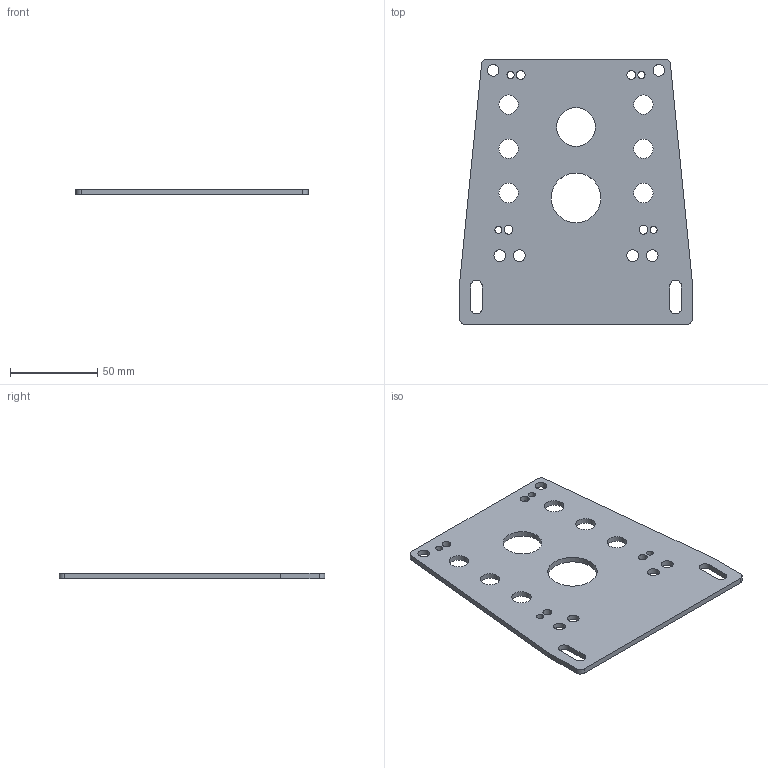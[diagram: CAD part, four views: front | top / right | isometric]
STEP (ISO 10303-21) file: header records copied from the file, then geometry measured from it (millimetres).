
FILE_DESCRIPTION(/* description */ (''),/* implementation_level */ '2;1');
FILE_NAME(/* name */ 'DBK_TBMiniHousing-am-0650.ipt.step',/* time_stamp */ '2014-01-01T17:23:17-08:00',/* author */ ('Autodesk Inc.'),/* organization */ ('Autodesk Inc.'),/* preprocessor_version */ 'ST-DEVELOPER v15.2',/* originating_system */ 'Autodesk Inventor 2014',/* authorisation */ '');
FILE_SCHEMA (('AUTOMOTIVE_DESIGN { 1 0 10303 214 3 1 1 }'));
Length unit declared in the file: inch
Products named in the file (1): DBK_TBMiniHousing-am-0650
Bounding box: 133.35 x 152.4 x 3.17 mm (x, y, z)
Volume: 52406.3 mm3; surface area: 36967 mm2
Topology: 1 solids, 1 shells, 42 faces, 120 edges, 80 vertices
Faces by surface type: cylinder 30, plane 12
Full cylindrical faces by diameter (mm): 4.064 x4, 5.08 x4, 6.706 x6, 11.112 x6, 22.212 x1, 28.562 x1
Entity records: 1469 total; most frequent: DIRECTION 244, CARTESIAN_POINT 221, ORIENTED_EDGE 196, EDGE_LOOP 112, AXIS2_PLACEMENT_3D 103, EDGE_CURVE 98, VERTEX_POINT 80, FACE_BOUND 70
